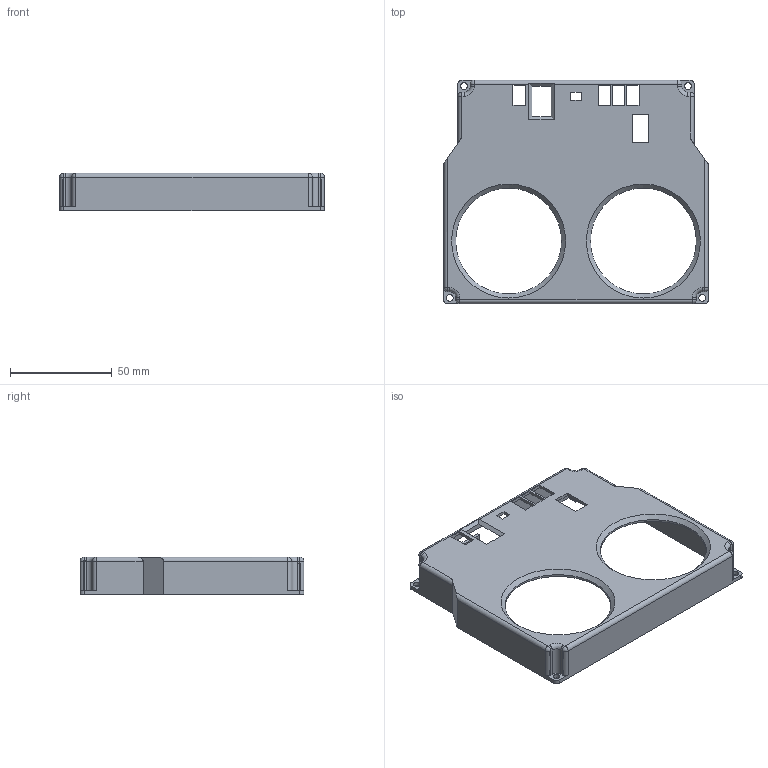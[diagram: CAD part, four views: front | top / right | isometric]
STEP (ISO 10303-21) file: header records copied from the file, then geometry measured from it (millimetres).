
FILE_DESCRIPTION(/* description */ (''),/* implementation_level */ '2;1');
FILE_NAME(/* name */ '',/* time_stamp */ '2025-10-14T10:01:39+08:00',/* author */ (''),/* organization */ (''),/* preprocessor_version */ 'ST-DEVELOPER v20.1',/* originating_system */ 'Autodesk Translation Framework v14.17.0.0',/* authorisation */ '');
FILE_SCHEMA (('AUTOMOTIVE_DESIGN { 1 0 10303 214 3 1 1 }'));
Length unit declared in the file: millimetre
Products named in the file (1): 遥控器盖
Bounding box: 130 x 110 x 18.5 mm (x, y, z)
Volume: 27730.6 mm3; surface area: 34139.3 mm2
Topology: 1 solids, 1 shells, 126 faces, 341 edges, 216 vertices
Faces by surface type: plane 74, cylinder 38, sphere 8, torus 4, cone 2
Full cylindrical faces by diameter (mm): 3.35 x4, 52 x2
Entity records: 4002 total; most frequent: CARTESIAN_POINT 684, ORIENTED_EDGE 682, DIRECTION 679, EDGE_CURVE 341, LINE 257, VECTOR 257, VERTEX_POINT 216, AXIS2_PLACEMENT_3D 211
